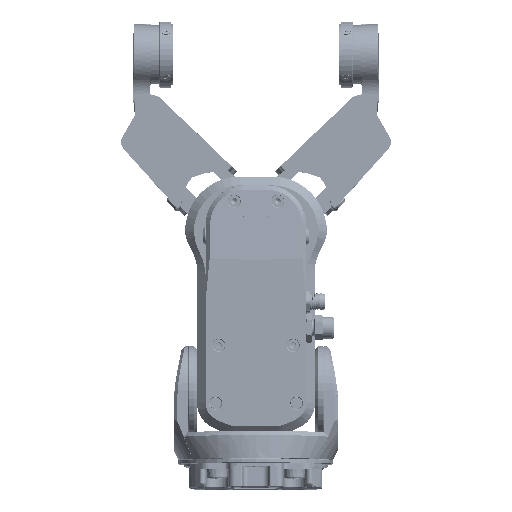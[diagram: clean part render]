
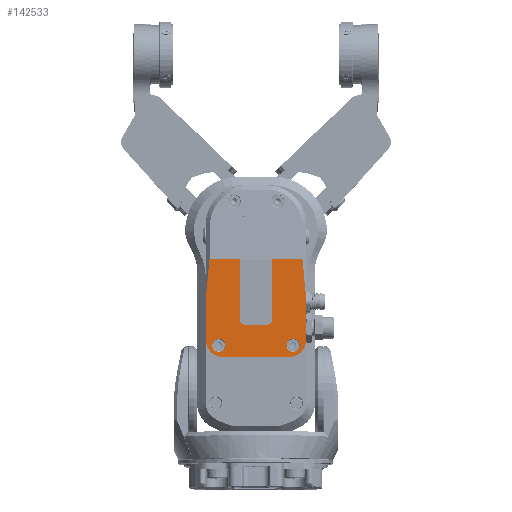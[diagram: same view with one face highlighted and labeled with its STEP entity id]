
A CAD part, front view. The second image highlights one B-rep face of the part: STEP entity #142533.
In plain terms, the highlighted face is planar.
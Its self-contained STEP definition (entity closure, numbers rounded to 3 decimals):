
#5398 = CARTESIAN_POINT ( 'NONE',  ( -4.5, 12., -12.26 ) ) ;
#5458 = VERTEX_POINT ( 'NONE', #45125 ) ;
#7243 = CARTESIAN_POINT ( 'NONE',  ( -21.261, 12., -39.36 ) ) ;
#8332 = CARTESIAN_POINT ( 'NONE',  ( -7.5, 12., -39.36 ) ) ;
#9168 = EDGE_CURVE ( 'NONE', #60786, #117236, #59183, .T. ) ;
#9261 = ORIENTED_EDGE ( 'NONE', *, *, #53900, .T. ) ;
#11839 = PLANE ( 'NONE',  #122159 ) ;
#12410 = ORIENTED_EDGE ( 'NONE', *, *, #119262, .T. ) ;
#14207 = CARTESIAN_POINT ( 'NONE',  ( 0., 12., 0. ) ) ;
#15031 = LINE ( 'NONE', #88652, #134669 ) ;
#16496 = DIRECTION ( 'NONE',  ( 0., 1., 0. ) ) ;
#18448 = CARTESIAN_POINT ( 'NONE',  ( 4.5, 12., -12.26 ) ) ;
#20774 = ORIENTED_EDGE ( 'NONE', *, *, #135263, .F. ) ;
#21198 = DIRECTION ( 'NONE',  ( -0.095, 0., -0.996 ) ) ;
#22541 = LINE ( 'NONE', #120941, #70852 ) ;
#22824 = CARTESIAN_POINT ( 'NONE',  ( -7.5, 12., -12.26 ) ) ;
#23057 = DIRECTION ( 'NONE',  ( 0., 0., 1. ) ) ;
#24625 = FACE_BOUND ( 'NONE', #30028, .T. ) ;
#28644 = DIRECTION ( 'NONE',  ( 0., -1., 0. ) ) ;
#30028 = EDGE_LOOP ( 'NONE', ( #96348 ) ) ;
#30644 = CIRCLE ( 'NONE', #109766, 8. ) ;
#30843 = ORIENTED_EDGE ( 'NONE', *, *, #66604, .F. ) ;
#32109 = CARTESIAN_POINT ( 'NONE',  ( -28.465, 12., -39.36 ) ) ;
#35070 = CARTESIAN_POINT ( 'NONE',  ( -23., 12., -73.25 ) ) ;
#35189 = CARTESIAN_POINT ( 'NONE',  ( -23., 12., 5.4 ) ) ;
#35307 = CARTESIAN_POINT ( 'NONE',  ( -15., 12., 5.4 ) ) ;
#36252 = VECTOR ( 'NONE', #21198, 1000. ) ;
#36811 = ORIENTED_EDGE ( 'NONE', *, *, #81114, .T. ) ;
#38654 = DIRECTION ( 'NONE',  ( 0., 0., 1. ) ) ;
#38895 = CIRCLE ( 'NONE', #133206, 3. ) ;
#39429 = EDGE_LOOP ( 'NONE', ( #20774, #9261, #81184, #12410, #118634, #128675, #30843, #36811, #128454, #101040, #64050, #82877, #67939, #107725 ) ) ;
#40003 = CARTESIAN_POINT ( 'NONE',  ( 23., 12., -2.6 ) ) ;
#42254 = CARTESIAN_POINT ( 'NONE',  ( -24.781, 12., -2.357 ) ) ;
#43070 = VERTEX_POINT ( 'NONE', #130213 ) ;
#44631 = CIRCLE ( 'NONE', #134017, 3. ) ;
#45125 = CARTESIAN_POINT ( 'NONE',  ( -4.5, 12., -9.26 ) ) ;
#46169 = VECTOR ( 'NONE', #46262, 1000. ) ;
#46262 = DIRECTION ( 'NONE',  ( 0., 0., 1. ) ) ;
#49964 = EDGE_CURVE ( 'NONE', #5458, #67366, #141950, .T. ) ;
#53402 = DIRECTION ( 'NONE',  ( -1., 0., 0. ) ) ;
#53442 = DIRECTION ( 'NONE',  ( -0.095, 0., 0.996 ) ) ;
#53900 = EDGE_CURVE ( 'NONE', #132990, #71106, #22541, .T. ) ;
#59183 = LINE ( 'NONE', #35189, #86546 ) ;
#59362 = AXIS2_PLACEMENT_3D ( 'NONE', #74602, #99369, #121803 ) ;
#59854 = EDGE_LOOP ( 'NONE', ( #98436 ) ) ;
#60279 = VECTOR ( 'NONE', #53442, 1000. ) ;
#60786 = VERTEX_POINT ( 'NONE', #35307 ) ;
#61088 = CARTESIAN_POINT ( 'NONE',  ( 17., 12., 0. ) ) ;
#62185 = DIRECTION ( 'NONE',  ( 0., 0., 1. ) ) ;
#64050 = ORIENTED_EDGE ( 'NONE', *, *, #9168, .T. ) ;
#64453 = VERTEX_POINT ( 'NONE', #142986 ) ;
#66604 = EDGE_CURVE ( 'NONE', #117969, #119480, #152497, .T. ) ;
#67366 = VERTEX_POINT ( 'NONE', #22824 ) ;
#67939 = ORIENTED_EDGE ( 'NONE', *, *, #121792, .T. ) ;
#69414 = CARTESIAN_POINT ( 'NONE',  ( -7.5, 12., -39.36 ) ) ;
#70852 = VECTOR ( 'NONE', #98522, 1000. ) ;
#71106 = VERTEX_POINT ( 'NONE', #77048 ) ;
#72632 = EDGE_CURVE ( 'NONE', #80329, #80329, #44631, .T. ) ;
#74602 = CARTESIAN_POINT ( 'NONE',  ( 15., 12., -2.6 ) ) ;
#77048 = CARTESIAN_POINT ( 'NONE',  ( 7.5, 12., -12.26 ) ) ;
#78588 = AXIS2_PLACEMENT_3D ( 'NONE', #18448, #105644, #81684 ) ;
#78821 = DIRECTION ( 'NONE',  ( 0., 1., 0. ) ) ;
#79086 = LINE ( 'NONE', #42254, #60279 ) ;
#79622 = LINE ( 'NONE', #8332, #86063 ) ;
#80329 = VERTEX_POINT ( 'NONE', #93096 ) ;
#81114 = EDGE_CURVE ( 'NONE', #117969, #124495, #79086, .T. ) ;
#81184 = ORIENTED_EDGE ( 'NONE', *, *, #82418, .T. ) ;
#81297 = LINE ( 'NONE', #120390, #36252 ) ;
#81684 = DIRECTION ( 'NONE',  ( 0., 0., 1. ) ) ;
#82270 = CARTESIAN_POINT ( 'NONE',  ( 23., 12., -73.25 ) ) ;
#82418 = EDGE_CURVE ( 'NONE', #71106, #86529, #119443, .T. ) ;
#82877 = ORIENTED_EDGE ( 'NONE', *, *, #104399, .T. ) ;
#84675 = FACE_BOUND ( 'NONE', #59854, .T. ) ;
#86063 = VECTOR ( 'NONE', #153171, 1000. ) ;
#86214 = LINE ( 'NONE', #35070, #46169 ) ;
#86529 = VERTEX_POINT ( 'NONE', #131647 ) ;
#86546 = VECTOR ( 'NONE', #108752, 1000. ) ;
#87033 = FACE_OUTER_BOUND ( 'NONE', #39429, .T. ) ;
#88652 = CARTESIAN_POINT ( 'NONE',  ( 7.5, 12., -9.26 ) ) ;
#89997 = DIRECTION ( 'NONE',  ( 0., 0., 1. ) ) ;
#91082 = EDGE_CURVE ( 'NONE', #64453, #43070, #81297, .T. ) ;
#93096 = CARTESIAN_POINT ( 'NONE',  ( 17., 12., 3. ) ) ;
#96348 = ORIENTED_EDGE ( 'NONE', *, *, #72632, .F. ) ;
#97393 = LINE ( 'NONE', #82270, #101808 ) ;
#98436 = ORIENTED_EDGE ( 'NONE', *, *, #109077, .F. ) ;
#98522 = DIRECTION ( 'NONE',  ( 0., 0., 1. ) ) ;
#99369 = DIRECTION ( 'NONE',  ( 0., 1., 0. ) ) ;
#100591 = CARTESIAN_POINT ( 'NONE',  ( -23., 12., -21.079 ) ) ;
#101040 = ORIENTED_EDGE ( 'NONE', *, *, #123245, .T. ) ;
#101808 = VECTOR ( 'NONE', #119030, 1000. ) ;
#104399 = EDGE_CURVE ( 'NONE', #117236, #152734, #135963, .T. ) ;
#105644 = DIRECTION ( 'NONE',  ( 0., -1., 0. ) ) ;
#107725 = ORIENTED_EDGE ( 'NONE', *, *, #91082, .T. ) ;
#108752 = DIRECTION ( 'NONE',  ( 1., 0., 0. ) ) ;
#109077 = EDGE_CURVE ( 'NONE', #114346, #114346, #38895, .T. ) ;
#109766 = AXIS2_PLACEMENT_3D ( 'NONE', #112546, #16496, #62185 ) ;
#110662 = VECTOR ( 'NONE', #134401, 1000. ) ;
#111151 = CARTESIAN_POINT ( 'NONE',  ( 15., 12., 5.4 ) ) ;
#112546 = CARTESIAN_POINT ( 'NONE',  ( -15., 12., -2.6 ) ) ;
#113325 = DIRECTION ( 'NONE',  ( 0., 1., 0. ) ) ;
#114346 = VERTEX_POINT ( 'NONE', #128702 ) ;
#117236 = VERTEX_POINT ( 'NONE', #111151 ) ;
#117969 = VERTEX_POINT ( 'NONE', #7243 ) ;
#118634 = ORIENTED_EDGE ( 'NONE', *, *, #49964, .T. ) ;
#118739 = EDGE_CURVE ( 'NONE', #119480, #67366, #79622, .T. ) ;
#119030 = DIRECTION ( 'NONE',  ( 0., 0., -1. ) ) ;
#119262 = EDGE_CURVE ( 'NONE', #86529, #5458, #15031, .T. ) ;
#119443 = CIRCLE ( 'NONE', #78588, 3. ) ;
#119480 = VERTEX_POINT ( 'NONE', #69414 ) ;
#120390 = CARTESIAN_POINT ( 'NONE',  ( 24.781, 12., -2.357 ) ) ;
#120941 = CARTESIAN_POINT ( 'NONE',  ( 7.5, 12., -39.36 ) ) ;
#121792 = EDGE_CURVE ( 'NONE', #152734, #64453, #97393, .T. ) ;
#121803 = DIRECTION ( 'NONE',  ( 0., 0., 1. ) ) ;
#122159 = AXIS2_PLACEMENT_3D ( 'NONE', #14207, #113325, #23057 ) ;
#123245 = EDGE_CURVE ( 'NONE', #142608, #60786, #30644, .T. ) ;
#123459 = DIRECTION ( 'NONE',  ( 0., 1., 0. ) ) ;
#124352 = EDGE_CURVE ( 'NONE', #124495, #142608, #86214, .T. ) ;
#124495 = VERTEX_POINT ( 'NONE', #100591 ) ;
#126255 = DIRECTION ( 'NONE',  ( 0., 0., 1. ) ) ;
#126784 = CARTESIAN_POINT ( 'NONE',  ( -17., 12., 0. ) ) ;
#128454 = ORIENTED_EDGE ( 'NONE', *, *, #124352, .T. ) ;
#128477 = CARTESIAN_POINT ( 'NONE',  ( -28.465, 12., -39.36 ) ) ;
#128675 = ORIENTED_EDGE ( 'NONE', *, *, #118739, .F. ) ;
#128702 = CARTESIAN_POINT ( 'NONE',  ( -17., 12., 3. ) ) ;
#130213 = CARTESIAN_POINT ( 'NONE',  ( 21.261, 12., -39.36 ) ) ;
#131647 = CARTESIAN_POINT ( 'NONE',  ( 4.5, 12., -9.26 ) ) ;
#132990 = VERTEX_POINT ( 'NONE', #134748 ) ;
#133206 = AXIS2_PLACEMENT_3D ( 'NONE', #126784, #78821, #89997 ) ;
#133438 = CARTESIAN_POINT ( 'NONE',  ( -23., 12., -2.6 ) ) ;
#134017 = AXIS2_PLACEMENT_3D ( 'NONE', #61088, #123459, #38654 ) ;
#134401 = DIRECTION ( 'NONE',  ( 1., 0., 0. ) ) ;
#134669 = VECTOR ( 'NONE', #53402, 1000. ) ;
#134748 = CARTESIAN_POINT ( 'NONE',  ( 7.5, 12., -39.36 ) ) ;
#135263 = EDGE_CURVE ( 'NONE', #132990, #43070, #141674, .T. ) ;
#135963 = CIRCLE ( 'NONE', #59362, 8. ) ;
#138666 = VECTOR ( 'NONE', #150896, 1000. ) ;
#141674 = LINE ( 'NONE', #32109, #110662 ) ;
#141950 = CIRCLE ( 'NONE', #154643, 3. ) ;
#142533 = ADVANCED_FACE ( 'NONE', ( #84675, #24625, #87033 ), #11839, .T. ) ;
#142608 = VERTEX_POINT ( 'NONE', #133438 ) ;
#142986 = CARTESIAN_POINT ( 'NONE',  ( 23., 12., -21.079 ) ) ;
#150896 = DIRECTION ( 'NONE',  ( 1., 0., 0. ) ) ;
#152497 = LINE ( 'NONE', #128477, #138666 ) ;
#152734 = VERTEX_POINT ( 'NONE', #40003 ) ;
#153171 = DIRECTION ( 'NONE',  ( 0., 0., 1. ) ) ;
#154643 = AXIS2_PLACEMENT_3D ( 'NONE', #5398, #28644, #126255 ) ;
